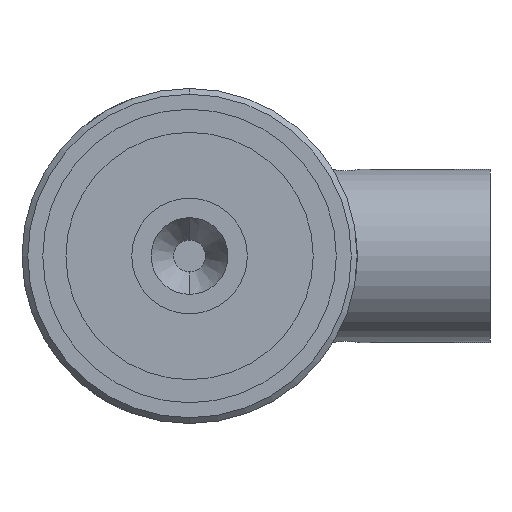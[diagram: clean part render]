
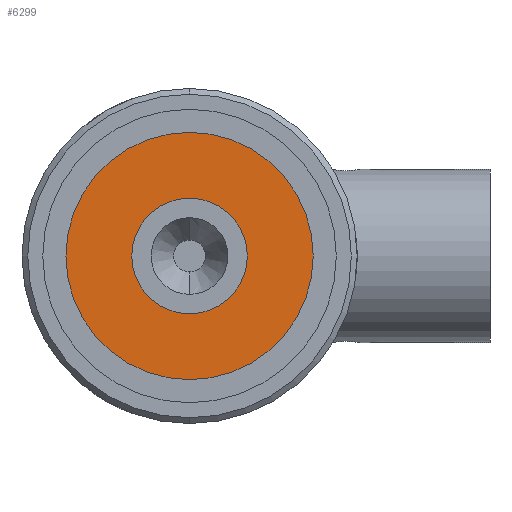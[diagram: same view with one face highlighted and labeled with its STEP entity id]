
A CAD part, front view. The second image highlights one B-rep face of the part: STEP entity #6299.
In plain terms, the highlighted planar face has unit normal (0, -1, 0).
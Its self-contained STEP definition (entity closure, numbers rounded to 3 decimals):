
#136 = CIRCLE ( 'NONE', #5043, 5. ) ;
#286 = DIRECTION ( 'NONE',  ( 0., 0., -1. ) ) ;
#449 = EDGE_CURVE ( 'NONE', #3277, #2357, #6123, .T. ) ;
#721 = AXIS2_PLACEMENT_3D ( 'NONE', #1690, #1711, #4080 ) ;
#724 = CARTESIAN_POINT ( 'NONE',  ( 0., -29.78, 11.5 ) ) ;
#732 = VERTEX_POINT ( 'NONE', #724 ) ;
#1086 = VERTEX_POINT ( 'NONE', #5404 ) ;
#1202 = ORIENTED_EDGE ( 'NONE', *, *, #6209, .F. ) ;
#1440 = DIRECTION ( 'NONE',  ( 0., 1., 0. ) ) ;
#1690 = CARTESIAN_POINT ( 'NONE',  ( 0., -29.78, 0. ) ) ;
#1711 = DIRECTION ( 'NONE',  ( 0., 1., 0. ) ) ;
#1837 = CIRCLE ( 'NONE', #6844, 11.5 ) ;
#1867 = AXIS2_PLACEMENT_3D ( 'NONE', #3356, #3986, #286 ) ;
#1871 = CARTESIAN_POINT ( 'NONE',  ( 0., -29.78, 5. ) ) ;
#2357 = VERTEX_POINT ( 'NONE', #7736 ) ;
#2531 = FACE_OUTER_BOUND ( 'NONE', #5205, .T. ) ;
#2665 = CARTESIAN_POINT ( 'NONE',  ( 0., -29.78, 0. ) ) ;
#2748 = PLANE ( 'NONE',  #1867 ) ;
#2953 = CARTESIAN_POINT ( 'NONE',  ( 0., -29.78, 0. ) ) ;
#3277 = VERTEX_POINT ( 'NONE', #1871 ) ;
#3286 = DIRECTION ( 'NONE',  ( 0., 0., 1. ) ) ;
#3356 = CARTESIAN_POINT ( 'NONE',  ( -11.5, -29.78, 0. ) ) ;
#3556 = DIRECTION ( 'NONE',  ( 0., 0., 1. ) ) ;
#3815 = ORIENTED_EDGE ( 'NONE', *, *, #5834, .T. ) ;
#3986 = DIRECTION ( 'NONE',  ( 0., -1., 0. ) ) ;
#4080 = DIRECTION ( 'NONE',  ( 0., 0., 1. ) ) ;
#5043 = AXIS2_PLACEMENT_3D ( 'NONE', #2953, #7220, #3556 ) ;
#5120 = CARTESIAN_POINT ( 'NONE',  ( 0., -29.78, 0. ) ) ;
#5205 = EDGE_LOOP ( 'NONE', ( #6311, #1202 ) ) ;
#5404 = CARTESIAN_POINT ( 'NONE',  ( 0., -29.78, -11.5 ) ) ;
#5594 = FACE_BOUND ( 'NONE', #7035, .T. ) ;
#5732 = DIRECTION ( 'NONE',  ( 0., 0., 1. ) ) ;
#5834 = EDGE_CURVE ( 'NONE', #2357, #3277, #136, .T. ) ;
#6123 = CIRCLE ( 'NONE', #721, 5. ) ;
#6209 = EDGE_CURVE ( 'NONE', #1086, #732, #7793, .T. ) ;
#6299 = ADVANCED_FACE ( 'NONE', ( #5594, #2531 ), #2748, .T. ) ;
#6311 = ORIENTED_EDGE ( 'NONE', *, *, #7883, .F. ) ;
#6507 = AXIS2_PLACEMENT_3D ( 'NONE', #2665, #6942, #3286 ) ;
#6844 = AXIS2_PLACEMENT_3D ( 'NONE', #5120, #1440, #5732 ) ;
#6942 = DIRECTION ( 'NONE',  ( 0., 1., 0. ) ) ;
#7035 = EDGE_LOOP ( 'NONE', ( #7334, #3815 ) ) ;
#7220 = DIRECTION ( 'NONE',  ( 0., 1., 0. ) ) ;
#7334 = ORIENTED_EDGE ( 'NONE', *, *, #449, .T. ) ;
#7736 = CARTESIAN_POINT ( 'NONE',  ( 0., -29.78, -5. ) ) ;
#7793 = CIRCLE ( 'NONE', #6507, 11.5 ) ;
#7883 = EDGE_CURVE ( 'NONE', #732, #1086, #1837, .T. ) ;
